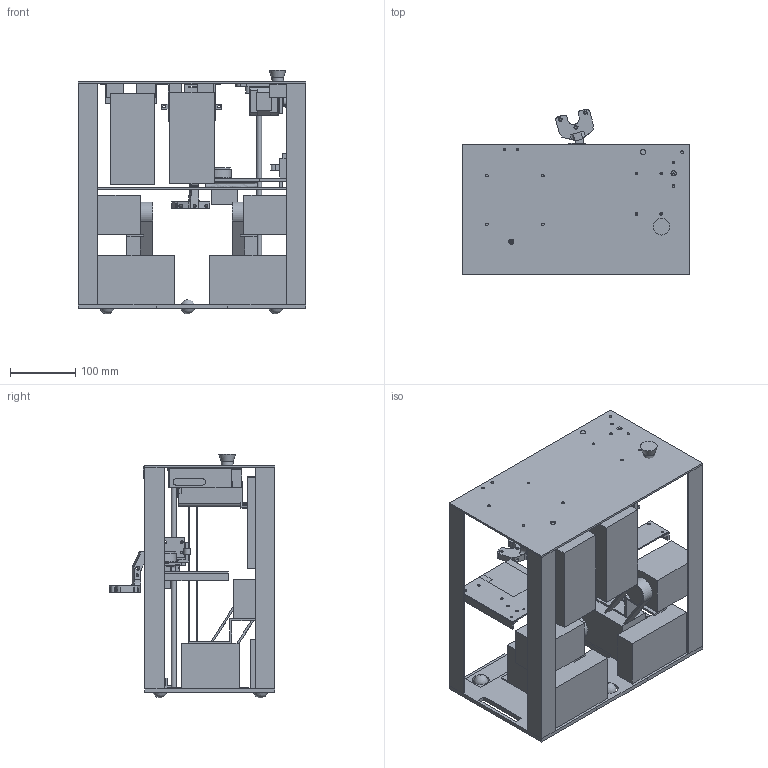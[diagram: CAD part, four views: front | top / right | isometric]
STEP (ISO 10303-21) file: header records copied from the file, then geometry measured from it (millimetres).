
FILE_DESCRIPTION(/* description */ (''),/* implementation_level */ '2;1');
FILE_NAME(/* name */ 'Eurobot_2022 v2.step',/* time_stamp */ '2023-04-28T22:49:55+02:00',/* author */ (''),/* organization */ (''),/* preprocessor_version */ 'ST-DEVELOPER v19.2',/* originating_system */ 'Autodesk Translation Framework v12.4.0.73',/* authorisation */ '');
FILE_SCHEMA (('AUTOMOTIVE_DESIGN { 1 0 10303 214 3 1 1 }'));
Length unit declared in the file: millimetre
Products named in the file (28): Eurobot_2022; Extrude001; Extrude; Linearlagerhalter; Lipo_2; Lipo_1; Resetstecker; Notaus; endschalt v4; schritthalt v7; NEMA17T5 v002; Zwischenplatte; L_Stueck_links; L_Stueck_rechts; Kamerahalter; Body032; Fundament_arm; Servo; Linearlager; Zahnriemen; Schrittmotorhalter; Stange_1; Stange_2; Sphere002; Sphere; Sphere001; Body; pihalter
Assembly tree (27 placements, depth 2):
  Eurobot_2022
    Extrude001
    Extrude
    Linearlagerhalter
    Lipo_2
    Lipo_1
    Resetstecker
    Notaus
    endschalt v4
    schritthalt v7
    NEMA17T5 v002
    Zwischenplatte
    L_Stueck_links
    L_Stueck_rechts
    Kamerahalter
    Body032
    Fundament_arm
    Servo
    Linearlager
    Zahnriemen
    Schrittmotorhalter
    Stange_1
    Stange_2
    Sphere002
    Sphere
    Sphere001
    Body
    pihalter
Bounding box: 350 x 254.52 x 375 mm (x, y, z)
Volume: 4010715.8 mm3; surface area: 962512.4 mm2
Topology: 52 solids, 52 shells, 1329 faces, 3369 edges, 2159 vertices
Faces by surface type: plane 874, cylinder 336, bspline 65, torus 38, sphere 8, cone 8
Full cylindrical faces by diameter (mm): 2 x4, 2.2 x2, 2.6 x2, 3 x28, 3.5 x10, 4 x75, 4.5 x4, 4.905 x1, 5 x10, 5.089 x1, 5.6 x4, 5.7 x1, 6 x2, 6.2 x4, 6.372 x1, 6.5 x6, 6.8 x4, 7 x5, 7.6 x1, 8 x8, 8.645 x1, 9 x1, 9.2 x4, 9.5 x1, 10.5 x1, 11 x4, 16 x2, 18 x1, 22 x1, 26 x3
Entity records: 45253 total; most frequent: CARTESIAN_POINT 11516, DIRECTION 6726, ORIENTED_EDGE 6724, EDGE_CURVE 3362, LINE 2320, VECTOR 2320, AXIS2_PLACEMENT_3D 2203, VERTEX_POINT 2159
